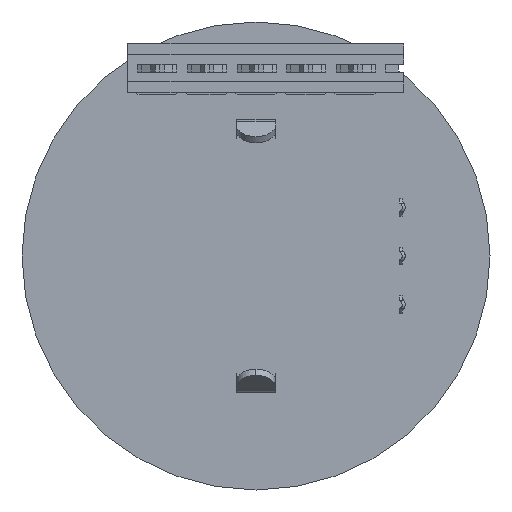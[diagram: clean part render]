
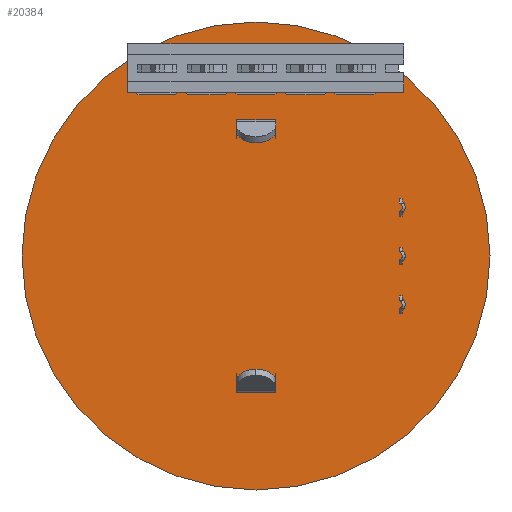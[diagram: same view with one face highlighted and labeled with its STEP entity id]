
A CAD part, front view. The second image highlights one B-rep face of the part: STEP entity #20384.
In plain terms, the highlighted planar face has unit normal (0, -1, 0).
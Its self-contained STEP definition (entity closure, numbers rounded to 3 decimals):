
#198 = DIRECTION ( 'NONE',  ( 0., 0., 1. ) ) ;
#330 = VERTEX_POINT ( 'NONE', #30420 ) ;
#360 = CARTESIAN_POINT ( 'NONE',  ( -19.64, 5.947, 8.75 ) ) ;
#953 = CARTESIAN_POINT ( 'NONE',  ( -17.1, 5.947, 10.25 ) ) ;
#1223 = CIRCLE ( 'NONE', #21747, 0.75 ) ;
#2193 = CARTESIAN_POINT ( 'NONE',  ( -14.56, 5.947, 9.5 ) ) ;
#2861 = DIRECTION ( 'NONE',  ( 0., 1., 0. ) ) ;
#3006 = CARTESIAN_POINT ( 'NONE',  ( -17.1, 5.947, 0. ) ) ;
#3066 = DIRECTION ( 'NONE',  ( 0., 1., 0. ) ) ;
#3141 = DIRECTION ( 'NONE',  ( 0., 1., 0. ) ) ;
#3254 = EDGE_CURVE ( 'NONE', #20188, #23966, #1223, .T. ) ;
#3307 = CIRCLE ( 'NONE', #28018, 0.75 ) ;
#3384 = VERTEX_POINT ( 'NONE', #29456 ) ;
#3835 = ORIENTED_EDGE ( 'NONE', *, *, #8377, .T. ) ;
#3869 = CARTESIAN_POINT ( 'NONE',  ( -14.56, 5.947, 9.5 ) ) ;
#4760 = EDGE_CURVE ( 'NONE', #31417, #13353, #6365, .T. ) ;
#4852 = VERTEX_POINT ( 'NONE', #23610 ) ;
#5129 = VERTEX_POINT ( 'NONE', #19876 ) ;
#6126 = AXIS2_PLACEMENT_3D ( 'NONE', #22865, #8180, #19702 ) ;
#6239 = CARTESIAN_POINT ( 'NONE',  ( -22.18, 5.947, 9.5 ) ) ;
#6365 = CIRCLE ( 'NONE', #20828, 0.75 ) ;
#6717 = CIRCLE ( 'NONE', #6126, 12. ) ;
#6838 = CARTESIAN_POINT ( 'NONE',  ( -22.18, 5.947, 10.25 ) ) ;
#6865 = FACE_BOUND ( 'NONE', #24895, .T. ) ;
#7841 = CARTESIAN_POINT ( 'NONE',  ( -17.1, 5.947, 9.5 ) ) ;
#8180 = DIRECTION ( 'NONE',  ( 0., 1., 0. ) ) ;
#8331 = EDGE_CURVE ( 'NONE', #23966, #20188, #8650, .T. ) ;
#8377 = EDGE_CURVE ( 'NONE', #32809, #3384, #13498, .T. ) ;
#8650 = CIRCLE ( 'NONE', #36981, 0.75 ) ;
#8918 = EDGE_CURVE ( 'NONE', #17459, #21092, #17142, .T. ) ;
#9328 = AXIS2_PLACEMENT_3D ( 'NONE', #22248, #25598, #19614 ) ;
#9366 = ORIENTED_EDGE ( 'NONE', *, *, #8918, .T. ) ;
#9526 = EDGE_CURVE ( 'NONE', #330, #5129, #17738, .T. ) ;
#9749 = DIRECTION ( 'NONE',  ( 0., 1., 0. ) ) ;
#10924 = DIRECTION ( 'NONE',  ( 0., 0., 1. ) ) ;
#11514 = AXIS2_PLACEMENT_3D ( 'NONE', #20674, #28615, #23473 ) ;
#11893 = ORIENTED_EDGE ( 'NONE', *, *, #3254, .T. ) ;
#11933 = AXIS2_PLACEMENT_3D ( 'NONE', #16320, #22511, #33853 ) ;
#12016 = EDGE_CURVE ( 'NONE', #13353, #31417, #3307, .T. ) ;
#12701 = EDGE_CURVE ( 'NONE', #3384, #32809, #18513, .T. ) ;
#13353 = VERTEX_POINT ( 'NONE', #953 ) ;
#13498 = CIRCLE ( 'NONE', #36372, 0.75 ) ;
#13837 = EDGE_CURVE ( 'NONE', #5129, #330, #24699, .T. ) ;
#14091 = CARTESIAN_POINT ( 'NONE',  ( -22.18, 5.947, 8.75 ) ) ;
#14311 = CARTESIAN_POINT ( 'NONE',  ( -17.1, 5.947, 9.5 ) ) ;
#15369 = FACE_BOUND ( 'NONE', #28223, .T. ) ;
#16320 = CARTESIAN_POINT ( 'NONE',  ( -17.1, 5.947, 0. ) ) ;
#17142 = CIRCLE ( 'NONE', #9328, 0.75 ) ;
#17170 = ORIENTED_EDGE ( 'NONE', *, *, #13837, .T. ) ;
#17459 = VERTEX_POINT ( 'NONE', #360 ) ;
#17661 = ORIENTED_EDGE ( 'NONE', *, *, #12016, .T. ) ;
#17738 = CIRCLE ( 'NONE', #34712, 0.75 ) ;
#17860 = DIRECTION ( 'NONE',  ( 0., 1., 0. ) ) ;
#17961 = VERTEX_POINT ( 'NONE', #26770 ) ;
#18215 = CARTESIAN_POINT ( 'NONE',  ( -22.18, 5.947, 9.5 ) ) ;
#18513 = CIRCLE ( 'NONE', #19723, 0.75 ) ;
#19614 = DIRECTION ( 'NONE',  ( 0., 0., 1. ) ) ;
#19702 = DIRECTION ( 'NONE',  ( 0., 0., 1. ) ) ;
#19723 = AXIS2_PLACEMENT_3D ( 'NONE', #2193, #36774, #10924 ) ;
#19876 = CARTESIAN_POINT ( 'NONE',  ( -12.02, 5.947, 8.75 ) ) ;
#19885 = CARTESIAN_POINT ( 'NONE',  ( -19.64, 5.947, 10.25 ) ) ;
#20142 = DIRECTION ( 'NONE',  ( 0., 0., 1. ) ) ;
#20188 = VERTEX_POINT ( 'NONE', #14091 ) ;
#20384 = ADVANCED_FACE ( 'NONE', ( #15369, #6865, #24183, #30280, #21376, #30102 ), #26864, .F. ) ;
#20674 = CARTESIAN_POINT ( 'NONE',  ( -12.02, 5.947, 9.5 ) ) ;
#20828 = AXIS2_PLACEMENT_3D ( 'NONE', #7841, #24787, #33718 ) ;
#21092 = VERTEX_POINT ( 'NONE', #19885 ) ;
#21216 = DIRECTION ( 'NONE',  ( 0., 0., 1. ) ) ;
#21376 = FACE_BOUND ( 'NONE', #28391, .T. ) ;
#21486 = ORIENTED_EDGE ( 'NONE', *, *, #4760, .T. ) ;
#21595 = CARTESIAN_POINT ( 'NONE',  ( -14.56, 5.947, 8.75 ) ) ;
#21747 = AXIS2_PLACEMENT_3D ( 'NONE', #6239, #2861, #32291 ) ;
#22248 = CARTESIAN_POINT ( 'NONE',  ( -19.64, 5.947, 9.5 ) ) ;
#22448 = CIRCLE ( 'NONE', #26646, 0.75 ) ;
#22511 = DIRECTION ( 'NONE',  ( 0., 1., 0. ) ) ;
#22786 = CARTESIAN_POINT ( 'NONE',  ( -12.02, 5.947, 9.5 ) ) ;
#22865 = CARTESIAN_POINT ( 'NONE',  ( -17.1, 5.947, 0. ) ) ;
#22886 = EDGE_CURVE ( 'NONE', #17961, #4852, #6717, .T. ) ;
#23473 = DIRECTION ( 'NONE',  ( 0., 0., 1. ) ) ;
#23610 = CARTESIAN_POINT ( 'NONE',  ( -17.1, 5.947, 12. ) ) ;
#23966 = VERTEX_POINT ( 'NONE', #6838 ) ;
#24183 = FACE_BOUND ( 'NONE', #36249, .T. ) ;
#24699 = CIRCLE ( 'NONE', #11514, 0.75 ) ;
#24787 = DIRECTION ( 'NONE',  ( 0., 1., 0. ) ) ;
#24895 = EDGE_LOOP ( 'NONE', ( #27164, #3835 ) ) ;
#25220 = DIRECTION ( 'NONE',  ( 0., 0., 1. ) ) ;
#25598 = DIRECTION ( 'NONE',  ( 0., 1., 0. ) ) ;
#25609 = EDGE_CURVE ( 'NONE', #21092, #17459, #22448, .T. ) ;
#25740 = AXIS2_PLACEMENT_3D ( 'NONE', #3006, #25996, #34536 ) ;
#25996 = DIRECTION ( 'NONE',  ( 0., 1., 0. ) ) ;
#26332 = DIRECTION ( 'NONE',  ( 0., 0., 1. ) ) ;
#26646 = AXIS2_PLACEMENT_3D ( 'NONE', #28933, #3066, #198 ) ;
#26770 = CARTESIAN_POINT ( 'NONE',  ( -17.1, 5.947, -12. ) ) ;
#26864 = PLANE ( 'NONE',  #11933 ) ;
#27164 = ORIENTED_EDGE ( 'NONE', *, *, #12701, .T. ) ;
#27578 = CIRCLE ( 'NONE', #25740, 12. ) ;
#28018 = AXIS2_PLACEMENT_3D ( 'NONE', #14311, #34468, #25220 ) ;
#28223 = EDGE_LOOP ( 'NONE', ( #31835, #17170 ) ) ;
#28391 = EDGE_LOOP ( 'NONE', ( #32812, #11893 ) ) ;
#28609 = EDGE_CURVE ( 'NONE', #4852, #17961, #27578, .T. ) ;
#28615 = DIRECTION ( 'NONE',  ( 0., 1., 0. ) ) ;
#28933 = CARTESIAN_POINT ( 'NONE',  ( -19.64, 5.947, 9.5 ) ) ;
#29456 = CARTESIAN_POINT ( 'NONE',  ( -14.56, 5.947, 10.25 ) ) ;
#30102 = FACE_OUTER_BOUND ( 'NONE', #34156, .T. ) ;
#30280 = FACE_BOUND ( 'NONE', #31695, .T. ) ;
#30420 = CARTESIAN_POINT ( 'NONE',  ( -12.02, 5.947, 10.25 ) ) ;
#31417 = VERTEX_POINT ( 'NONE', #36130 ) ;
#31695 = EDGE_LOOP ( 'NONE', ( #32759, #9366 ) ) ;
#31835 = ORIENTED_EDGE ( 'NONE', *, *, #9526, .T. ) ;
#32291 = DIRECTION ( 'NONE',  ( 0., 0., 1. ) ) ;
#32759 = ORIENTED_EDGE ( 'NONE', *, *, #25609, .T. ) ;
#32809 = VERTEX_POINT ( 'NONE', #21595 ) ;
#32812 = ORIENTED_EDGE ( 'NONE', *, *, #8331, .T. ) ;
#33718 = DIRECTION ( 'NONE',  ( 0., 0., 1. ) ) ;
#33853 = DIRECTION ( 'NONE',  ( 0., 0., 1. ) ) ;
#34156 = EDGE_LOOP ( 'NONE', ( #35072, #34673 ) ) ;
#34468 = DIRECTION ( 'NONE',  ( 0., 1., 0. ) ) ;
#34536 = DIRECTION ( 'NONE',  ( 0., 0., 1. ) ) ;
#34673 = ORIENTED_EDGE ( 'NONE', *, *, #28609, .F. ) ;
#34712 = AXIS2_PLACEMENT_3D ( 'NONE', #22786, #3141, #20142 ) ;
#35072 = ORIENTED_EDGE ( 'NONE', *, *, #22886, .F. ) ;
#36130 = CARTESIAN_POINT ( 'NONE',  ( -17.1, 5.947, 8.75 ) ) ;
#36249 = EDGE_LOOP ( 'NONE', ( #17661, #21486 ) ) ;
#36372 = AXIS2_PLACEMENT_3D ( 'NONE', #3869, #9749, #21216 ) ;
#36774 = DIRECTION ( 'NONE',  ( 0., 1., 0. ) ) ;
#36981 = AXIS2_PLACEMENT_3D ( 'NONE', #18215, #17860, #26332 ) ;
